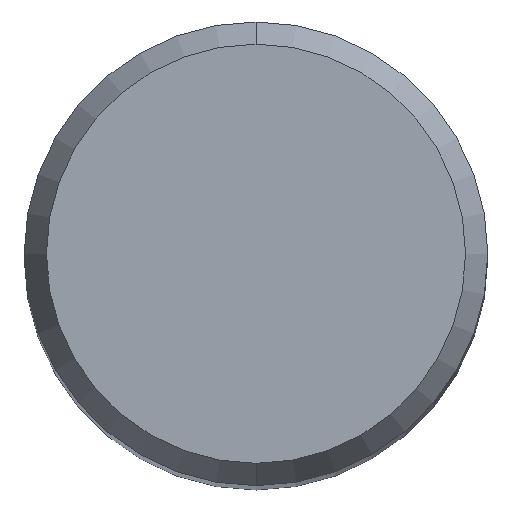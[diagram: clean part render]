
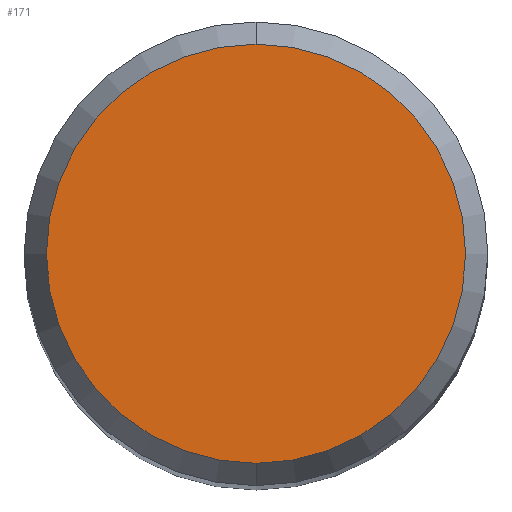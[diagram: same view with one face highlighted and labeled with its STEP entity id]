
A CAD part, top view. The second image highlights one B-rep face of the part: STEP entity #171.
In plain terms, the highlighted planar face has unit normal (0, 0, 1).
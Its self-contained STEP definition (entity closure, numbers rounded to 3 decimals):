
#87=EDGE_CURVE('',#91,#139,#214,.T.);
#91=VERTEX_POINT('',#218);
#139=VERTEX_POINT('',#273);
#159=EDGE_CURVE('',#139,#91,#296,.T.);
#171=ADVANCED_FACE('',(#308),#309,.T.);
#214=CIRCLE('',#348,2.158);
#218=CARTESIAN_POINT('',(0.0,2.158,0.01));
#273=CARTESIAN_POINT('',(0.,-2.158,0.01));
#296=CIRCLE('',#451,2.158);
#308=FACE_OUTER_BOUND('',#467,.T.);
#309=PLANE('',#468);
#348=AXIS2_PLACEMENT_3D('',#501,#502,#503);
#451=AXIS2_PLACEMENT_3D('',#611,#612,#613);
#467=EDGE_LOOP('',(#622,#623));
#468=AXIS2_PLACEMENT_3D('',#624,#625,#626);
#501=CARTESIAN_POINT('',(0.0,0.0,0.01));
#502=DIRECTION('',(0.0,0.0,-1.0));
#503=DIRECTION('',(0.0,1.0,0.0));
#611=CARTESIAN_POINT('',(0.0,0.0,0.01));
#612=DIRECTION('',(0.0,0.0,-1.0));
#613=DIRECTION('',(0.0,1.0,0.0));
#622=ORIENTED_EDGE('',*,*,#87,.F.);
#623=ORIENTED_EDGE('',*,*,#159,.F.);
#624=CARTESIAN_POINT('',(0.0,1.079,0.01));
#625=DIRECTION('',(-0.0,0.0,1.0));
#626=DIRECTION('',(0.0,-1.0,0.0));
